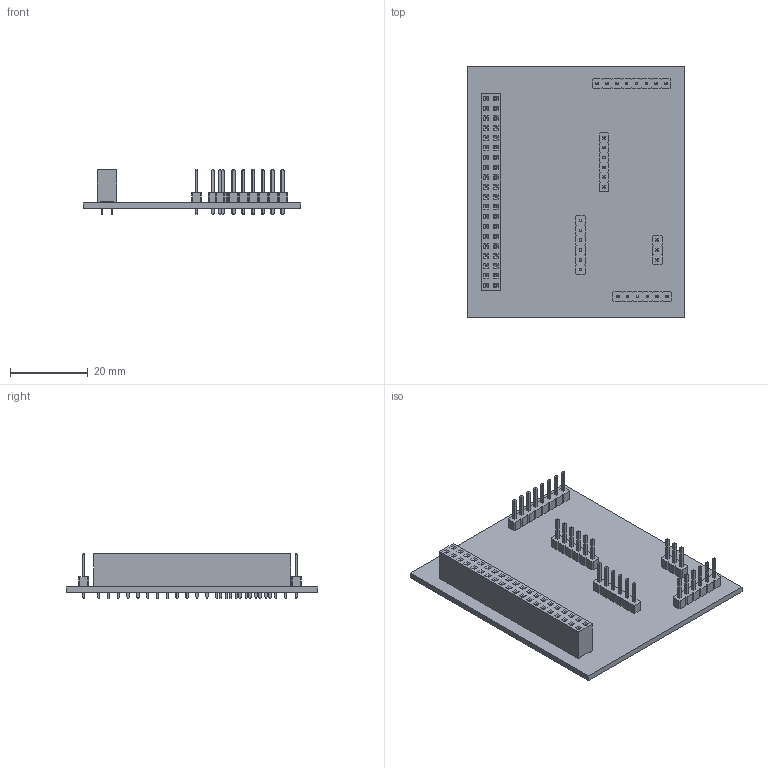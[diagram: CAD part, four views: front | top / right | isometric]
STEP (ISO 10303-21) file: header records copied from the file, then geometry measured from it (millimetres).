
FILE_DESCRIPTION(('KiCad electronic assembly'),'2;1');
FILE_NAME('AeroInk_HAT.step','2025-12-18T19:11:23',('Pcbnew'),('Kicad'), 'Open CASCADE STEP processor 7.9','KiCad to STEP converter','Unknown' );
FILE_SCHEMA(('AUTOMOTIVE_DESIGN { 1 0 10303 214 1 1 1 1 }'));
Length unit declared in the file: millimetre
Products named in the file (6): AeroInk_HAT 1; PinSocket_2x20_P2.54mm_Vertical; PinHeader_1x06_P2.54mm_Vertical; PinHeader_1x08_P2.54mm_Vertical; PinHeader_1x03_P2.54mm_Vertical; AQI SEN 54_PCB
Assembly tree (7 placements, depth 2):
  AeroInk_HAT 1
    PinSocket_2x20_P2.54mm_Vertical
    PinHeader_1x06_P2.54mm_Vertical  x3
    PinHeader_1x08_P2.54mm_Vertical
    PinHeader_1x03_P2.54mm_Vertical
    AQI SEN 54_PCB
Bounding box: 56.13 x 65.02 x 11.64 mm (x, y, z)
Volume: 8066.4 mm3; surface area: 11825.6 mm2
Topology: 7 solids, 7 shells, 1841 faces, 4675 edges, 2986 vertices
Faces by surface type: plane 1772, cylinder 69
Full cylindrical faces by diameter (mm): 1 x69
Entity records: 61282 total; most frequent: CARTESIAN_POINT 8066, ORIENTED_EDGE 7934, DIRECTION 7211, EDGE_CURVE 3967, LINE 3829, VECTOR 3829, VERTEX_POINT 2546, FACE_BOUND 1797
